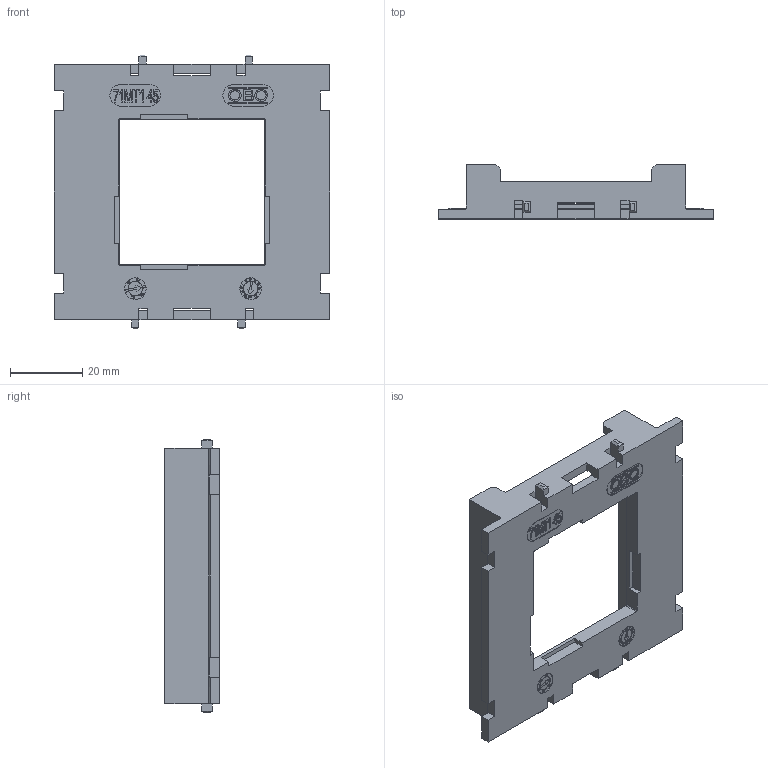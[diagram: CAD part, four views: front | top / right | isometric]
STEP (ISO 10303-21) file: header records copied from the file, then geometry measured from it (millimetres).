
FILE_DESCRIPTION(/* description */ (''),/* implementation_level */ '2;1');
FILE_NAME(/* name */ '6288572',/* time_stamp */ '2015-07-03T13:46:45+02:00',/* author */ (''),/* organization */ (''),/* preprocessor_version */ 'ST-DEVELOPER v15',/* originating_system */ '',/* authorisation */ '');
FILE_SCHEMA (('CONFIG_CONTROL_DESIGN'));
Length unit declared in the file: millimetre
Products named in the file (1): Document
Bounding box: 76.2 x 15 x 75.9 mm (x, y, z)
Volume: 16232.9 mm3; surface area: 14789.8 mm2
Topology: 1 solids, 1 shells, 644 faces, 1729 edges, 1132 vertices
Faces by surface type: plane 443, bspline 201
Entity records: 27452 total; most frequent: CARTESIAN_POINT 15908, ORIENTED_EDGE 3454, EDGE_CURVE 1727, B_SPLINE_CURVE_WITH_KNOTS 1606, VERTEX_POINT 1133, EDGE_LOOP 707, ADVANCED_FACE 644, FACE_OUTER_BOUND 644
